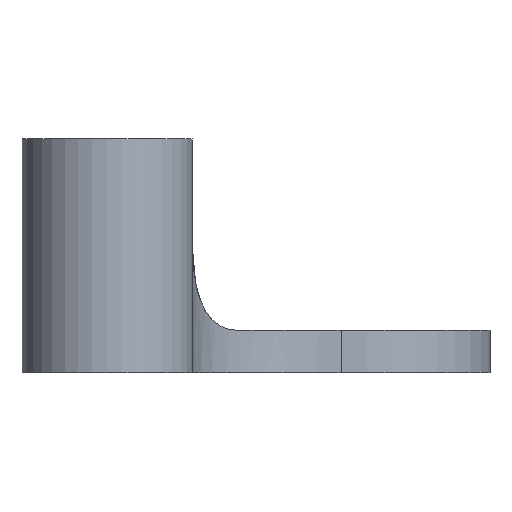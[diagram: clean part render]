
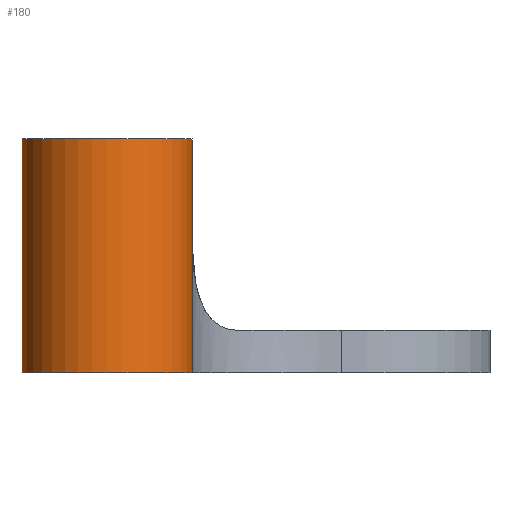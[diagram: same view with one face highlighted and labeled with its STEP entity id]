
A CAD part, left-side view. The second image highlights one B-rep face of the part: STEP entity #180.
In plain terms, the highlighted cylindrical face has radius 4 mm (diameter 8 mm), a full revolution.
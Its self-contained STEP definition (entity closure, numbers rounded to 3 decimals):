
#114=CARTESIAN_POINT('',(-14.,11.,-19.));
#115=DIRECTION('',(0.,0.,1.));
#116=DIRECTION('',(1.,0.,-0.));
#117=AXIS2_PLACEMENT_3D('',#114,#115,#116);
#118=CYLINDRICAL_SURFACE('',#117,4.);
#119=CARTESIAN_POINT('',(-10.,11.,-10.));
#120=VERTEX_POINT('',#119);
#121=CARTESIAN_POINT('',(-10.,11.,-15.));
#122=VERTEX_POINT('',#121);
#123=CARTESIAN_POINT('',(-10.,11.,-10.));
#124=DIRECTION('',(-0.,-0.,-1.));
#125=VECTOR('',#124,5.);
#126=LINE('',#123,#125);
#127=EDGE_CURVE('',#120,#122,#126,.T.);
#128=ORIENTED_EDGE('',*,*,#127,.T.);
#129=CARTESIAN_POINT('',(-14.,15.,-15.));
#130=VERTEX_POINT('',#129);
#131=CARTESIAN_POINT('',(-14.,11.,-15.));
#132=DIRECTION('',(0.,0.,1.));
#133=DIRECTION('',(1.,0.,-0.));
#134=AXIS2_PLACEMENT_3D('',#131,#132,#133);
#135=CIRCLE('',#134,4.);
#136=EDGE_CURVE('',#122,#130,#135,.T.);
#137=ORIENTED_EDGE('',*,*,#136,.T.);
#138=CARTESIAN_POINT('',(-14.,15.,-21.));
#139=VERTEX_POINT('',#138);
#140=CARTESIAN_POINT('',(-14.,15.,-21.));
#141=DIRECTION('',(0.,0.,1.));
#142=VECTOR('',#141,6.);
#143=LINE('',#140,#142);
#144=EDGE_CURVE('',#139,#130,#143,.T.);
#145=ORIENTED_EDGE('',*,*,#144,.F.);
#146=CARTESIAN_POINT('',(-14.,7.,-21.));
#147=VERTEX_POINT('',#146);
#148=CARTESIAN_POINT('',(-14.,11.,-21.));
#149=DIRECTION('',(0.,0.,1.));
#150=DIRECTION('',(1.,0.,-0.));
#151=AXIS2_PLACEMENT_3D('',#148,#149,#150);
#152=CIRCLE('',#151,4.);
#153=EDGE_CURVE('',#139,#147,#152,.T.);
#154=ORIENTED_EDGE('',*,*,#153,.T.);
#155=CARTESIAN_POINT('',(-14.,7.,-15.));
#156=VERTEX_POINT('',#155);
#157=CARTESIAN_POINT('',(-14.,7.,-21.));
#158=DIRECTION('',(0.,0.,1.));
#159=VECTOR('',#158,6.);
#160=LINE('',#157,#159);
#161=EDGE_CURVE('',#147,#156,#160,.T.);
#162=ORIENTED_EDGE('',*,*,#161,.T.);
#163=CARTESIAN_POINT('',(-14.,11.,-15.));
#164=DIRECTION('',(0.,0.,1.));
#165=DIRECTION('',(1.,0.,-0.));
#166=AXIS2_PLACEMENT_3D('',#163,#164,#165);
#167=CIRCLE('',#166,4.);
#168=EDGE_CURVE('',#156,#122,#167,.T.);
#169=ORIENTED_EDGE('',*,*,#168,.T.);
#170=ORIENTED_EDGE('',*,*,#127,.F.);
#171=CARTESIAN_POINT('',(-14.,11.,-10.));
#172=DIRECTION('',(0.,0.,1.));
#173=DIRECTION('',(1.,0.,-0.));
#174=AXIS2_PLACEMENT_3D('',#171,#172,#173);
#175=CIRCLE('',#174,4.);
#176=EDGE_CURVE('',#120,#120,#175,.T.);
#177=ORIENTED_EDGE('',*,*,#176,.F.);
#178=EDGE_LOOP('',(#128,#137,#145,#154,#162,#169,#170,#177));
#179=FACE_BOUND('',#178,.T.);
#180=ADVANCED_FACE('',(#179),#118,.T.);
